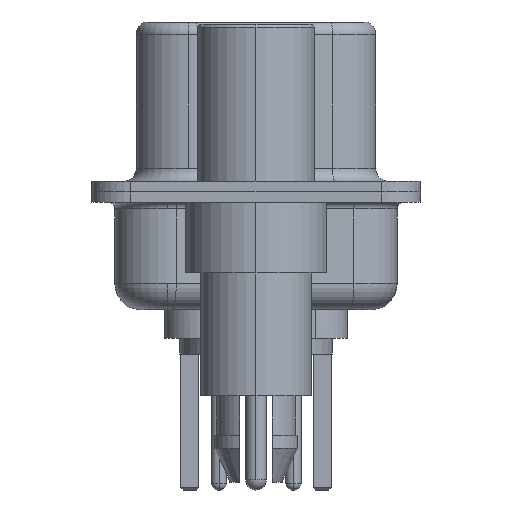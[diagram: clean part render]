
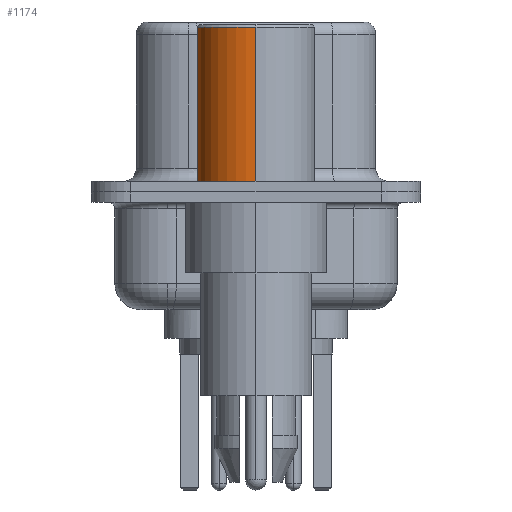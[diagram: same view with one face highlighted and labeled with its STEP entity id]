
A CAD part, left-side view. The second image highlights one B-rep face of the part: STEP entity #1174.
In plain terms, the highlighted cylindrical face has radius 2.25 mm (diameter 4.5 mm), a partial arc.
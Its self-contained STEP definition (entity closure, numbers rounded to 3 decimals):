
#935 = VECTOR ( 'NONE', #13511, 1000. ) ;
#1174 = ADVANCED_FACE ( 'NONE', ( #17050 ), #12685, .T. ) ;
#1175 = CARTESIAN_POINT ( 'NONE',  ( 0., 0., 0.4 ) ) ;
#1237 = ORIENTED_EDGE ( 'NONE', *, *, #2983, .F. ) ;
#1787 = CARTESIAN_POINT ( 'NONE',  ( -2.25, 0., 6.3 ) ) ;
#2067 = DIRECTION ( 'NONE',  ( 0., 0., 1. ) ) ;
#2712 = DIRECTION ( 'NONE',  ( 0., 0., 1. ) ) ;
#2950 = EDGE_CURVE ( 'NONE', #15048, #7155, #5855, .T. ) ;
#2979 = EDGE_CURVE ( 'NONE', #7111, #10604, #5373, .T. ) ;
#2980 = EDGE_CURVE ( 'NONE', #10604, #7155, #16353, .T. ) ;
#2983 = EDGE_CURVE ( 'NONE', #7111, #15048, #12617, .T. ) ;
#5373 = CIRCLE ( 'NONE', #11358, 2.25 ) ;
#5855 = CIRCLE ( 'NONE', #11437, 2.25 ) ;
#5910 = ORIENTED_EDGE ( 'NONE', *, *, #2979, .T. ) ;
#7111 = VERTEX_POINT ( 'NONE', #16145 ) ;
#7155 = VERTEX_POINT ( 'NONE', #1787 ) ;
#8446 = CARTESIAN_POINT ( 'NONE',  ( 0., 0., 0.581 ) ) ;
#8658 = CARTESIAN_POINT ( 'NONE',  ( 2.25, 0., 0.581 ) ) ;
#8820 = VECTOR ( 'NONE', #16949, 1000. ) ;
#9013 = CARTESIAN_POINT ( 'NONE',  ( 0., 0., 6.3 ) ) ;
#9552 = DIRECTION ( 'NONE',  ( 0., 0., 1. ) ) ;
#10604 = VERTEX_POINT ( 'NONE', #15352 ) ;
#10833 = DIRECTION ( 'NONE',  ( 1., 0., 0. ) ) ;
#11358 = AXIS2_PLACEMENT_3D ( 'NONE', #1175, #2067, #11859 ) ;
#11437 = AXIS2_PLACEMENT_3D ( 'NONE', #9013, #9552, #10833 ) ;
#11859 = DIRECTION ( 'NONE',  ( 1., 0., 0. ) ) ;
#12473 = EDGE_LOOP ( 'NONE', ( #5910, #18097, #14932, #1237 ) ) ;
#12508 = DIRECTION ( 'NONE',  ( 1., 0., 0. ) ) ;
#12617 = LINE ( 'NONE', #8658, #935 ) ;
#12685 = CYLINDRICAL_SURFACE ( 'NONE', #15089, 2.25 ) ;
#13511 = DIRECTION ( 'NONE',  ( 0., 0., 1. ) ) ;
#14932 = ORIENTED_EDGE ( 'NONE', *, *, #2950, .F. ) ;
#15048 = VERTEX_POINT ( 'NONE', #16405 ) ;
#15089 = AXIS2_PLACEMENT_3D ( 'NONE', #8446, #2712, #12508 ) ;
#15352 = CARTESIAN_POINT ( 'NONE',  ( -2.25, 0., 0.4 ) ) ;
#16145 = CARTESIAN_POINT ( 'NONE',  ( 2.25, 0., 0.4 ) ) ;
#16353 = LINE ( 'NONE', #18529, #8820 ) ;
#16405 = CARTESIAN_POINT ( 'NONE',  ( 2.25, 0., 6.3 ) ) ;
#16949 = DIRECTION ( 'NONE',  ( 0., 0., 1. ) ) ;
#17050 = FACE_OUTER_BOUND ( 'NONE', #12473, .T. ) ;
#18097 = ORIENTED_EDGE ( 'NONE', *, *, #2980, .T. ) ;
#18529 = CARTESIAN_POINT ( 'NONE',  ( -2.25, 0., 0.581 ) ) ;
